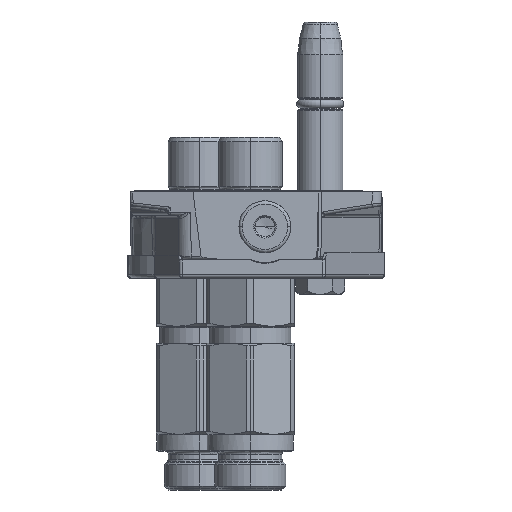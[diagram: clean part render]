
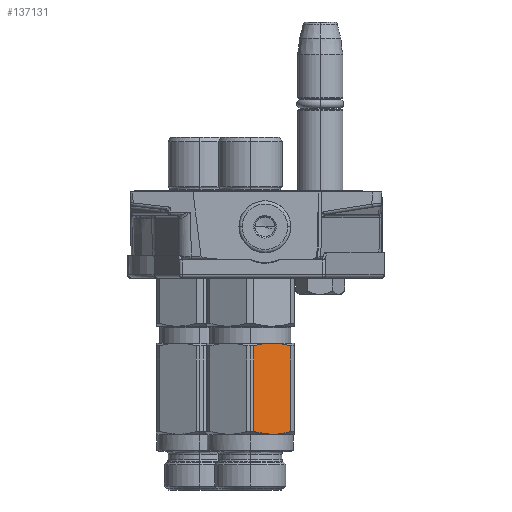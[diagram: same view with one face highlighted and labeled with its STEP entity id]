
A CAD part, front view. The second image highlights one B-rep face of the part: STEP entity #137131.
In plain terms, the highlighted face is planar.
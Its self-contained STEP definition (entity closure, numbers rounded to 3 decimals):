
#532 = ORIENTED_EDGE ( 'NONE', *, *, #56139, .F. ) ;
#3788 = CARTESIAN_POINT ( 'NONE',  ( 2.031, -25.105, 14.415 ) ) ;
#8357 = CARTESIAN_POINT ( 'NONE',  ( 7.229, -24.5, 11.415 ) ) ;
#8950 = CARTESIAN_POINT ( 'NONE',  ( 12.412, -25.366, 8.422 ) ) ;
#10137 = CARTESIAN_POINT ( 'NONE',  ( 8.649, -24.6, 10.595 ) ) ;
#11301 = CARTESIAN_POINT ( 'NONE',  ( 1.088, -25.366, 14.961 ) ) ;
#13424 = CARTESIAN_POINT ( 'NONE',  ( 1.088, -25.366, 14.961 ) ) ;
#16970 = PLANE ( 'NONE',  #135276 ) ;
#17525 = CARTESIAN_POINT ( 'NONE',  ( 3.488, -24.797, 13.575 ) ) ;
#20355 = CARTESIAN_POINT ( 'NONE',  ( 12.412, -25.366, 8.422 ) ) ;
#24099 = DIRECTION ( 'NONE',  ( 0., 1., 0. ) ) ;
#24185 = VERTEX_POINT ( 'NONE', #90057 ) ;
#24521 = EDGE_CURVE ( 'NONE', #24185, #77640, #130787, .T. ) ;
#26996 = DIRECTION ( 'NONE',  ( 0., 1., 0. ) ) ;
#27223 = CARTESIAN_POINT ( 'NONE',  ( 1.562, -25.228, 14.686 ) ) ;
#27423 = FACE_OUTER_BOUND ( 'NONE', #105774, .T. ) ;
#29582 = CARTESIAN_POINT ( 'NONE',  ( 5.791, -24.501, 12.246 ) ) ;
#31335 = CARTESIAN_POINT ( 'NONE',  ( 3.836, -24.738, 13.374 ) ) ;
#31972 = CARTESIAN_POINT ( 'NONE',  ( 13.5, -24.5, 7.794 ) ) ;
#35942 = CARTESIAN_POINT ( 'NONE',  ( 9.006, -24.643, 10.389 ) ) ;
#37126 = CARTESIAN_POINT ( 'NONE',  ( 9.184, -24.666, 10.286 ) ) ;
#42831 = CARTESIAN_POINT ( 'NONE',  ( 2.964, -24.897, 13.877 ) ) ;
#45133 = CARTESIAN_POINT ( 'NONE',  ( 3.313, -24.829, 13.675 ) ) ;
#49743 = CARTESIAN_POINT ( 'NONE',  ( 9.394, -24.697, 10.165 ) ) ;
#53813 = ORIENTED_EDGE ( 'NONE', *, *, #153395, .F. ) ;
#54119 = CARTESIAN_POINT ( 'NONE',  ( 12.412, -51.69, 8.422 ) ) ;
#55921 = ORIENTED_EDGE ( 'NONE', *, *, #79150, .T. ) ;
#56139 = EDGE_CURVE ( 'NONE', #24185, #111610, #60296, .T. ) ;
#56182 = CARTESIAN_POINT ( 'NONE',  ( 12.412, -51.69, 8.422 ) ) ;
#58857 = ORIENTED_EDGE ( 'NONE', *, *, #24521, .T. ) ;
#60296 = LINE ( 'NONE', #132533, #165216 ) ;
#61364 = CARTESIAN_POINT ( 'NONE',  ( 3.034, -52.267, 13.837 ) ) ;
#61536 = VERTEX_POINT ( 'NONE', #20355 ) ;
#63539 = CARTESIAN_POINT ( 'NONE',  ( 9.544, -24.719, 10.078 ) ) ;
#73320 = DIRECTION ( 'NONE',  ( -0.866, 0., 0.5 ) ) ;
#74991 = VECTOR ( 'NONE', #26996, 1000. ) ;
#77271 = CARTESIAN_POINT ( 'NONE',  ( 10.534, -24.876, 9.507 ) ) ;
#77640 = VERTEX_POINT ( 'NONE', #54119 ) ;
#77978 = CARTESIAN_POINT ( 'NONE',  ( 12.412, -51.69, 8.422 ) ) ;
#79150 = EDGE_CURVE ( 'NONE', #77640, #61536, #111432, .T. ) ;
#86267 = B_SPLINE_CURVE_WITH_KNOTS ( 'NONE', 3,
 ( #158674, #8357, #119784, #174283, #10137, #35942, #37126, #49743, #145505, #63539, #159278, #77271, #173087, #8950 ),
 .UNSPECIFIED., .F., .F.,
 ( 4, 2, 2, 1, 1, 2, 2, 4 ),
 ( 0., 0.25, 0.375, 0.438, 0.469, 0.484, 0.5, 1. ),
 .UNSPECIFIED. ) ;
#90057 = CARTESIAN_POINT ( 'NONE',  ( 1.088, -51.69, 14.961 ) ) ;
#97667 = B_SPLINE_CURVE_WITH_KNOTS ( 'NONE', 3,
 ( #13424, #27223, #3788, #167291, #42831, #45133, #17525, #153550, #99620, #31335, #166143, #29582, #167878 ),
 .UNSPECIFIED., .F., .F.,
 ( 4, 2, 2, 1, 2, 2, 4 ),
 ( 0., 0.25, 0.375, 0.437, 0.469, 0.5, 1. ),
 .UNSPECIFIED. ) ;
#99620 = CARTESIAN_POINT ( 'NONE',  ( 3.779, -24.748, 13.407 ) ) ;
#105774 = EDGE_LOOP ( 'NONE', ( #532, #58857, #55921, #106203, #53813 ) ) ;
#106203 = ORIENTED_EDGE ( 'NONE', *, *, #155621, .F. ) ;
#109284 = CARTESIAN_POINT ( 'NONE',  ( 1.088, -51.69, 14.961 ) ) ;
#111432 = LINE ( 'NONE', #77978, #74991 ) ;
#111610 = VERTEX_POINT ( 'NONE', #11301 ) ;
#112846 = DIRECTION ( 'NONE',  ( -0.5, 0., -0.866 ) ) ;
#113789 = CARTESIAN_POINT ( 'NONE',  ( 6.75, -24.5, 11.691 ) ) ;
#119500 = CARTESIAN_POINT ( 'NONE',  ( 8.578, -52.556, 10.636 ) ) ;
#119784 = CARTESIAN_POINT ( 'NONE',  ( 7.701, -24.519, 11.142 ) ) ;
#130787 = B_SPLINE_CURVE_WITH_KNOTS ( 'NONE', 3,
 ( #109284, #61364, #138830, #119500, #167433, #56182 ),
 .UNSPECIFIED., .F., .F.,
 ( 4, 2, 4 ),
 ( 0., 0.5, 1. ),
 .UNSPECIFIED. ) ;
#132533 = CARTESIAN_POINT ( 'NONE',  ( 1.088, -51.69, 14.961 ) ) ;
#135276 = AXIS2_PLACEMENT_3D ( 'NONE', #31972, #112846, #73320 ) ;
#137131 = ADVANCED_FACE ( 'NONE', ( #27423 ), #16970, .F. ) ;
#138830 = CARTESIAN_POINT ( 'NONE',  ( 4.922, -52.556, 12.747 ) ) ;
#145505 = CARTESIAN_POINT ( 'NONE',  ( 9.484, -24.71, 10.113 ) ) ;
#153395 = EDGE_CURVE ( 'NONE', #111610, #171296, #97667, .T. ) ;
#153550 = CARTESIAN_POINT ( 'NONE',  ( 3.663, -24.767, 13.474 ) ) ;
#155621 = EDGE_CURVE ( 'NONE', #171296, #61536, #86267, .T. ) ;
#158674 = CARTESIAN_POINT ( 'NONE',  ( 6.75, -24.5, 11.691 ) ) ;
#159278 = CARTESIAN_POINT ( 'NONE',  ( 9.575, -24.724, 10.06 ) ) ;
#165216 = VECTOR ( 'NONE', #24099, 1000. ) ;
#166143 = CARTESIAN_POINT ( 'NONE',  ( 4.857, -24.577, 12.785 ) ) ;
#167291 = CARTESIAN_POINT ( 'NONE',  ( 2.731, -24.946, 14.011 ) ) ;
#167433 = CARTESIAN_POINT ( 'NONE',  ( 10.465, -52.267, 9.546 ) ) ;
#167878 = CARTESIAN_POINT ( 'NONE',  ( 6.75, -24.5, 11.691 ) ) ;
#171296 = VERTEX_POINT ( 'NONE', #113789 ) ;
#173087 = CARTESIAN_POINT ( 'NONE',  ( 11.459, -25.088, 8.971 ) ) ;
#174283 = CARTESIAN_POINT ( 'NONE',  ( 8.412, -24.577, 10.732 ) ) ;
